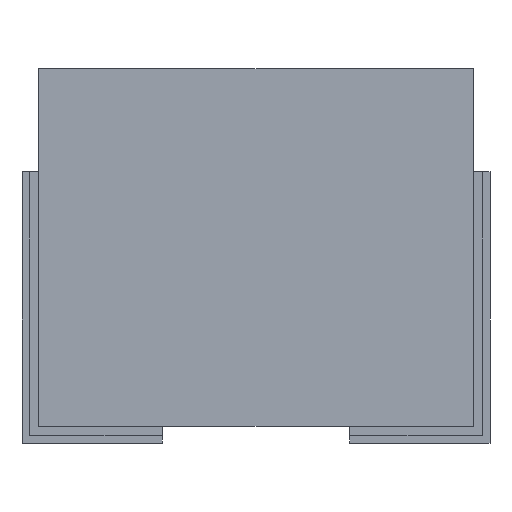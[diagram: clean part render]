
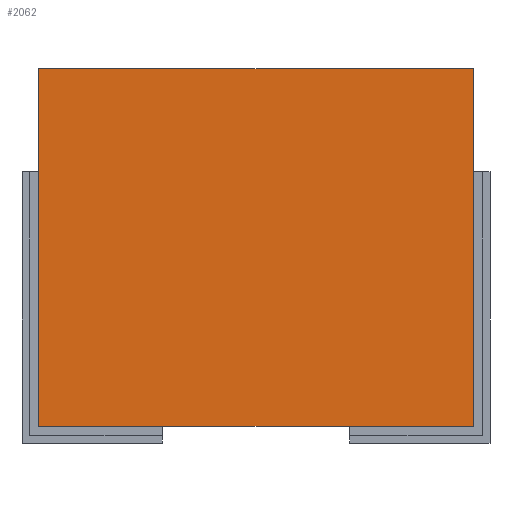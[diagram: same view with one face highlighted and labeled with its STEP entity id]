
A CAD part, left-side view. The second image highlights one B-rep face of the part: STEP entity #2062.
In plain terms, the highlighted planar face has unit normal (-1, 0, 0).
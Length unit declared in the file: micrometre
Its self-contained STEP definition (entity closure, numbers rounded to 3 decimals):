
#2062=ADVANCED_FACE('',(#4125),#4126,.F.);
#4125=FACE_OUTER_BOUND('',#6185,.T.);
#4126=PLANE('',#6186);
#6185=EDGE_LOOP('',(#12746,#12747,#12748,#12749));
#6186=AXIS2_PLACEMENT_3D('',#12750,#12751,#12752);
#12746=ORIENTED_EDGE('',*,*,#15375,.T.);
#12747=ORIENTED_EDGE('',*,*,#15368,.F.);
#12748=ORIENTED_EDGE('',*,*,#15373,.F.);
#12749=ORIENTED_EDGE('',*,*,#15361,.F.);
#12750=CARTESIAN_POINT('',(-62.5,0.,104.5));
#12751=DIRECTION('',(1.0,0.,0.0));
#12752=DIRECTION('',(0.0,0.0,-1.0));
#15361=EDGE_CURVE('',#19261,#19263,#19264,.T.);
#15368=EDGE_CURVE('',#19274,#19269,#19276,.T.);
#15373=EDGE_CURVE('',#19263,#19274,#19281,.T.);
#15375=EDGE_CURVE('',#19261,#19269,#19283,.T.);
#19261=VERTEX_POINT('',#24491);
#19263=VERTEX_POINT('',#24494);
#19264=LINE('',#24495,#24496);
#19269=VERTEX_POINT('',#24503);
#19274=VERTEX_POINT('',#24510);
#19276=LINE('',#24513,#24514);
#19281=LINE('',#24521,#24522);
#19283=LINE('',#24524,#24525);
#24491=CARTESIAN_POINT('',(-62.5,116.0,200.0));
#24494=CARTESIAN_POINT('',(-62.5,-116.0,200.0));
#24495=CARTESIAN_POINT('',(-62.5,0.,200.0));
#24496=VECTOR('',#27663,1.0);
#24503=CARTESIAN_POINT('',(-62.5,116.0,9.0));
#24510=CARTESIAN_POINT('',(-62.5,-116.0,9.0));
#24513=CARTESIAN_POINT('',(-62.5,0.,9.0));
#24514=VECTOR('',#27669,1.0);
#24521=CARTESIAN_POINT('',(-62.5,-116.0,104.5));
#24522=VECTOR('',#27672,1.0);
#24524=CARTESIAN_POINT('',(-62.5,116.0,104.5));
#24525=VECTOR('',#27673,1.0);
#27663=DIRECTION('',(0.,-1.0,0.0));
#27669=DIRECTION('',(0.,1.0,0.0));
#27672=DIRECTION('',(0.0,0.0,-1.0));
#27673=DIRECTION('',(0.0,0.0,-1.0));
